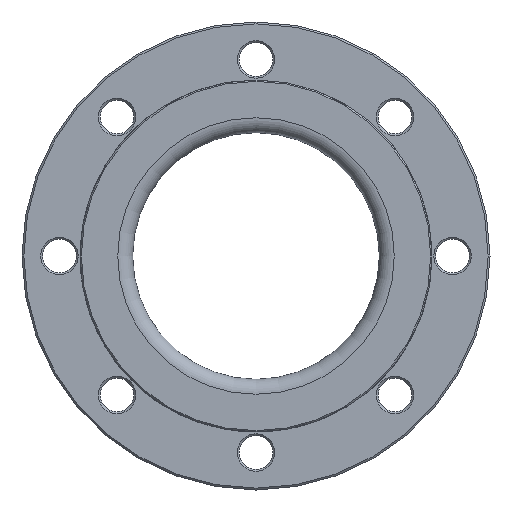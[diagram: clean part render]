
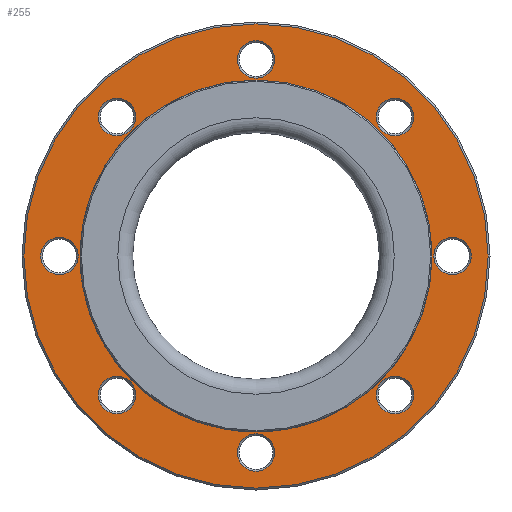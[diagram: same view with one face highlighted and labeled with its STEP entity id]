
A CAD part, left-side view. The second image highlights one B-rep face of the part: STEP entity #255.
In plain terms, the highlighted planar face has unit normal (-1, 0, 0).
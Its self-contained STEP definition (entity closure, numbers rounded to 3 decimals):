
#59=CARTESIAN_POINT('',(-97.,0.,0.));
#60=DIRECTION('',(-1.,0.,0.));
#61=DIRECTION('',(-0.,0.,-1.));
#62=AXIS2_PLACEMENT_3D('',#59,#60,#61);
#63=PLANE('',#62);
#64=CARTESIAN_POINT('',(-97.,-0.,77.35));
#65=VERTEX_POINT('',#64);
#66=CARTESIAN_POINT('',(-97.,-0.,0.));
#67=DIRECTION('',(1.,-0.,-0.));
#68=DIRECTION('',(0.,0.,1.));
#69=AXIS2_PLACEMENT_3D('',#66,#67,#68);
#70=CIRCLE('',#69,77.35);
#71=EDGE_CURVE('',#65,#65,#70,.T.);
#72=ORIENTED_EDGE('',*,*,#71,.T.);
#73=EDGE_LOOP('',(#72));
#74=FACE_BOUND('',#73,.T.);
#75=CARTESIAN_POINT('',(-97.,-0.,-124.));
#76=VERTEX_POINT('',#75);
#77=CARTESIAN_POINT('',(-97.,124.,0.));
#78=VERTEX_POINT('',#77);
#79=CARTESIAN_POINT('',(-97.,-0.,0.));
#80=DIRECTION('',(-1.,-0.,0.));
#81=DIRECTION('',(-0.,0.,-1.));
#82=AXIS2_PLACEMENT_3D('',#79,#80,#81);
#83=CIRCLE('',#82,124.);
#84=EDGE_CURVE('',#76,#78,#83,.T.);
#85=ORIENTED_EDGE('',*,*,#84,.T.);
#86=CARTESIAN_POINT('',(-97.,-0.,0.));
#87=DIRECTION('',(-1.,-0.,0.));
#88=DIRECTION('',(-0.,0.,-1.));
#89=AXIS2_PLACEMENT_3D('',#86,#87,#88);
#90=CIRCLE('',#89,124.);
#91=EDGE_CURVE('',#78,#76,#90,.T.);
#92=ORIENTED_EDGE('',*,*,#91,.T.);
#93=EDGE_LOOP('',(#85,#92));
#94=FACE_BOUND('',#93,.T.);
#95=CARTESIAN_POINT('',(-97.,74.246,-84.246));
#96=VERTEX_POINT('',#95);
#97=CARTESIAN_POINT('',(-97.,74.246,-64.246));
#98=VERTEX_POINT('',#97);
#99=CARTESIAN_POINT('',(-97.,74.246,-74.246));
#100=DIRECTION('',(1.,0.,-0.));
#101=DIRECTION('',(-0.,0.,-1.));
#102=AXIS2_PLACEMENT_3D('',#99,#100,#101);
#103=CIRCLE('',#102,10.);
#104=EDGE_CURVE('',#96,#98,#103,.T.);
#105=ORIENTED_EDGE('',*,*,#104,.T.);
#106=CARTESIAN_POINT('',(-97.,74.246,-74.246));
#107=DIRECTION('',(1.,0.,-0.));
#108=DIRECTION('',(-0.,0.,-1.));
#109=AXIS2_PLACEMENT_3D('',#106,#107,#108);
#110=CIRCLE('',#109,10.);
#111=EDGE_CURVE('',#98,#96,#110,.T.);
#112=ORIENTED_EDGE('',*,*,#111,.T.);
#113=EDGE_LOOP('',(#105,#112));
#114=FACE_BOUND('',#113,.T.);
#115=CARTESIAN_POINT('',(-97.,-0.,-115.));
#116=VERTEX_POINT('',#115);
#117=CARTESIAN_POINT('',(-97.,-0.,-95.));
#118=VERTEX_POINT('',#117);
#119=CARTESIAN_POINT('',(-97.,-0.,-105.));
#120=DIRECTION('',(1.,0.,-0.));
#121=DIRECTION('',(-0.,0.,-1.));
#122=AXIS2_PLACEMENT_3D('',#119,#120,#121);
#123=CIRCLE('',#122,10.);
#124=EDGE_CURVE('',#116,#118,#123,.T.);
#125=ORIENTED_EDGE('',*,*,#124,.T.);
#126=CARTESIAN_POINT('',(-97.,-0.,-105.));
#127=DIRECTION('',(1.,0.,-0.));
#128=DIRECTION('',(-0.,0.,-1.));
#129=AXIS2_PLACEMENT_3D('',#126,#127,#128);
#130=CIRCLE('',#129,10.);
#131=EDGE_CURVE('',#118,#116,#130,.T.);
#132=ORIENTED_EDGE('',*,*,#131,.T.);
#133=EDGE_LOOP('',(#125,#132));
#134=FACE_BOUND('',#133,.T.);
#135=CARTESIAN_POINT('',(-97.,105.,-10.));
#136=VERTEX_POINT('',#135);
#137=CARTESIAN_POINT('',(-97.,105.,10.));
#138=VERTEX_POINT('',#137);
#139=CARTESIAN_POINT('',(-97.,105.,0.));
#140=DIRECTION('',(1.,0.,-0.));
#141=DIRECTION('',(-0.,0.,-1.));
#142=AXIS2_PLACEMENT_3D('',#139,#140,#141);
#143=CIRCLE('',#142,10.);
#144=EDGE_CURVE('',#136,#138,#143,.T.);
#145=ORIENTED_EDGE('',*,*,#144,.T.);
#146=CARTESIAN_POINT('',(-97.,105.,0.));
#147=DIRECTION('',(1.,0.,-0.));
#148=DIRECTION('',(-0.,0.,-1.));
#149=AXIS2_PLACEMENT_3D('',#146,#147,#148);
#150=CIRCLE('',#149,10.);
#151=EDGE_CURVE('',#138,#136,#150,.T.);
#152=ORIENTED_EDGE('',*,*,#151,.T.);
#153=EDGE_LOOP('',(#145,#152));
#154=FACE_BOUND('',#153,.T.);
#155=CARTESIAN_POINT('',(-97.,-74.246,-84.246));
#156=VERTEX_POINT('',#155);
#157=CARTESIAN_POINT('',(-97.,-74.246,-64.246));
#158=VERTEX_POINT('',#157);
#159=CARTESIAN_POINT('',(-97.,-74.246,-74.246));
#160=DIRECTION('',(1.,0.,-0.));
#161=DIRECTION('',(-0.,0.,-1.));
#162=AXIS2_PLACEMENT_3D('',#159,#160,#161);
#163=CIRCLE('',#162,10.);
#164=EDGE_CURVE('',#156,#158,#163,.T.);
#165=ORIENTED_EDGE('',*,*,#164,.T.);
#166=CARTESIAN_POINT('',(-97.,-74.246,-74.246));
#167=DIRECTION('',(1.,0.,-0.));
#168=DIRECTION('',(-0.,0.,-1.));
#169=AXIS2_PLACEMENT_3D('',#166,#167,#168);
#170=CIRCLE('',#169,10.);
#171=EDGE_CURVE('',#158,#156,#170,.T.);
#172=ORIENTED_EDGE('',*,*,#171,.T.);
#173=EDGE_LOOP('',(#165,#172));
#174=FACE_BOUND('',#173,.T.);
#175=CARTESIAN_POINT('',(-97.,-0.,95.));
#176=VERTEX_POINT('',#175);
#177=CARTESIAN_POINT('',(-97.,-0.,115.));
#178=VERTEX_POINT('',#177);
#179=CARTESIAN_POINT('',(-97.,-0.,105.));
#180=DIRECTION('',(1.,0.,-0.));
#181=DIRECTION('',(-0.,0.,-1.));
#182=AXIS2_PLACEMENT_3D('',#179,#180,#181);
#183=CIRCLE('',#182,10.);
#184=EDGE_CURVE('',#176,#178,#183,.T.);
#185=ORIENTED_EDGE('',*,*,#184,.T.);
#186=CARTESIAN_POINT('',(-97.,-0.,105.));
#187=DIRECTION('',(1.,0.,-0.));
#188=DIRECTION('',(-0.,0.,-1.));
#189=AXIS2_PLACEMENT_3D('',#186,#187,#188);
#190=CIRCLE('',#189,10.);
#191=EDGE_CURVE('',#178,#176,#190,.T.);
#192=ORIENTED_EDGE('',*,*,#191,.T.);
#193=EDGE_LOOP('',(#185,#192));
#194=FACE_BOUND('',#193,.T.);
#195=CARTESIAN_POINT('',(-97.,74.246,64.246));
#196=VERTEX_POINT('',#195);
#197=CARTESIAN_POINT('',(-97.,74.246,84.246));
#198=VERTEX_POINT('',#197);
#199=CARTESIAN_POINT('',(-97.,74.246,74.246));
#200=DIRECTION('',(1.,0.,-0.));
#201=DIRECTION('',(-0.,0.,-1.));
#202=AXIS2_PLACEMENT_3D('',#199,#200,#201);
#203=CIRCLE('',#202,10.);
#204=EDGE_CURVE('',#196,#198,#203,.T.);
#205=ORIENTED_EDGE('',*,*,#204,.T.);
#206=CARTESIAN_POINT('',(-97.,74.246,74.246));
#207=DIRECTION('',(1.,0.,-0.));
#208=DIRECTION('',(-0.,0.,-1.));
#209=AXIS2_PLACEMENT_3D('',#206,#207,#208);
#210=CIRCLE('',#209,10.);
#211=EDGE_CURVE('',#198,#196,#210,.T.);
#212=ORIENTED_EDGE('',*,*,#211,.T.);
#213=EDGE_LOOP('',(#205,#212));
#214=FACE_BOUND('',#213,.T.);
#215=CARTESIAN_POINT('',(-97.,-74.246,64.246));
#216=VERTEX_POINT('',#215);
#217=CARTESIAN_POINT('',(-97.,-74.246,84.246));
#218=VERTEX_POINT('',#217);
#219=CARTESIAN_POINT('',(-97.,-74.246,74.246));
#220=DIRECTION('',(1.,0.,-0.));
#221=DIRECTION('',(-0.,0.,-1.));
#222=AXIS2_PLACEMENT_3D('',#219,#220,#221);
#223=CIRCLE('',#222,10.);
#224=EDGE_CURVE('',#216,#218,#223,.T.);
#225=ORIENTED_EDGE('',*,*,#224,.T.);
#226=CARTESIAN_POINT('',(-97.,-74.246,74.246));
#227=DIRECTION('',(1.,0.,-0.));
#228=DIRECTION('',(-0.,0.,-1.));
#229=AXIS2_PLACEMENT_3D('',#226,#227,#228);
#230=CIRCLE('',#229,10.);
#231=EDGE_CURVE('',#218,#216,#230,.T.);
#232=ORIENTED_EDGE('',*,*,#231,.T.);
#233=EDGE_LOOP('',(#225,#232));
#234=FACE_BOUND('',#233,.T.);
#235=CARTESIAN_POINT('',(-97.,-105.,-10.));
#236=VERTEX_POINT('',#235);
#237=CARTESIAN_POINT('',(-97.,-105.,10.));
#238=VERTEX_POINT('',#237);
#239=CARTESIAN_POINT('',(-97.,-105.,0.));
#240=DIRECTION('',(1.,0.,-0.));
#241=DIRECTION('',(-0.,0.,-1.));
#242=AXIS2_PLACEMENT_3D('',#239,#240,#241);
#243=CIRCLE('',#242,10.);
#244=EDGE_CURVE('',#236,#238,#243,.T.);
#245=ORIENTED_EDGE('',*,*,#244,.T.);
#246=CARTESIAN_POINT('',(-97.,-105.,0.));
#247=DIRECTION('',(1.,0.,-0.));
#248=DIRECTION('',(-0.,0.,-1.));
#249=AXIS2_PLACEMENT_3D('',#246,#247,#248);
#250=CIRCLE('',#249,10.);
#251=EDGE_CURVE('',#238,#236,#250,.T.);
#252=ORIENTED_EDGE('',*,*,#251,.T.);
#253=EDGE_LOOP('',(#245,#252));
#254=FACE_BOUND('',#253,.T.);
#255=ADVANCED_FACE('',(#74,#94,#114,#134,#154,#174,#194,#214,#234,#254),#63,.T.);
